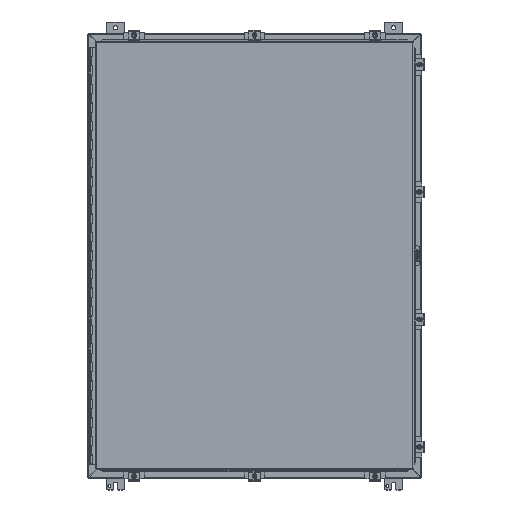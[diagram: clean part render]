
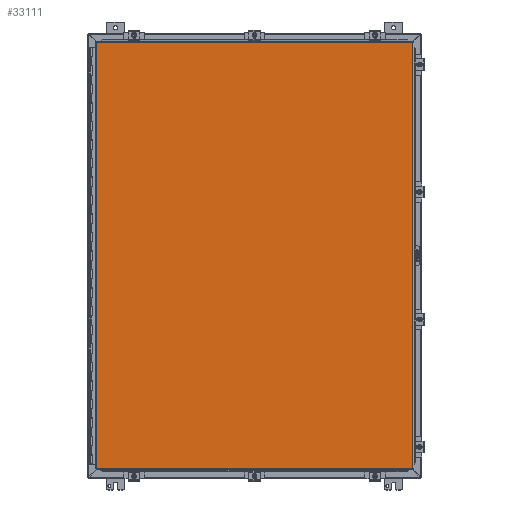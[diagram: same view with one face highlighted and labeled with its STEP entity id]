
A CAD part, top view. The second image highlights one B-rep face of the part: STEP entity #33111.
In plain terms, the highlighted face is planar.
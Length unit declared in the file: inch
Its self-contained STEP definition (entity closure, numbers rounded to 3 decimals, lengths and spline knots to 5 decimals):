
#681 = CARTESIAN_POINT ( 'NONE',  ( 17.08225, 22.9885, 0. ) ) ;
#1819 = EDGE_CURVE ( 'NONE', #13173, #33638, #21372, .T. ) ;
#4157 = CARTESIAN_POINT ( 'NONE',  ( 17.08225, -22.9885, 0. ) ) ;
#6959 = EDGE_CURVE ( 'NONE', #30321, #16824, #29839, .T. ) ;
#8310 = EDGE_CURVE ( 'NONE', #33638, #30321, #26582, .T. ) ;
#9783 = ORIENTED_EDGE ( 'NONE', *, *, #6959, .T. ) ;
#10157 = AXIS2_PLACEMENT_3D ( 'NONE', #18916, #18854, #18803 ) ;
#11602 = ORIENTED_EDGE ( 'NONE', *, *, #29762, .T. ) ;
#11964 = ORIENTED_EDGE ( 'NONE', *, *, #1819, .T. ) ;
#13154 = FACE_OUTER_BOUND ( 'NONE', #39259, .T. ) ;
#13173 = VERTEX_POINT ( 'NONE', #681 ) ;
#14990 = ORIENTED_EDGE ( 'NONE', *, *, #8310, .T. ) ;
#16140 = VECTOR ( 'NONE', #37266, 39.37008 ) ;
#16824 = VERTEX_POINT ( 'NONE', #33823 ) ;
#17551 = LINE ( 'NONE', #49222, #47660 ) ;
#18803 = DIRECTION ( 'NONE',  ( 1., 0., 0. ) ) ;
#18854 = DIRECTION ( 'NONE',  ( 0., 0., 1. ) ) ;
#18916 = CARTESIAN_POINT ( 'NONE',  ( 0., 0., 0. ) ) ;
#19327 = PLANE ( 'NONE',  #10157 ) ;
#20603 = VECTOR ( 'NONE', #47088, 39.37008 ) ;
#21372 = LINE ( 'NONE', #47384, #20603 ) ;
#26582 = LINE ( 'NONE', #39724, #16140 ) ;
#29762 = EDGE_CURVE ( 'NONE', #16824, #13173, #17551, .T. ) ;
#29839 = LINE ( 'NONE', #31591, #50793 ) ;
#30321 = VERTEX_POINT ( 'NONE', #33697 ) ;
#31591 = CARTESIAN_POINT ( 'NONE',  ( -17.08225, -22.9885, 0. ) ) ;
#33111 = ADVANCED_FACE ( 'NONE', ( #13154 ), #19327, .F. ) ;
#33638 = VERTEX_POINT ( 'NONE', #4157 ) ;
#33697 = CARTESIAN_POINT ( 'NONE',  ( -17.08225, -22.9885, 0. ) ) ;
#33823 = CARTESIAN_POINT ( 'NONE',  ( -17.08225, 22.9885, 0. ) ) ;
#36624 = DIRECTION ( 'NONE',  ( 0., 1., 0. ) ) ;
#37266 = DIRECTION ( 'NONE',  ( -1., 0., 0. ) ) ;
#39259 = EDGE_LOOP ( 'NONE', ( #9783, #11602, #11964, #14990 ) ) ;
#39724 = CARTESIAN_POINT ( 'NONE',  ( 17.08225, -22.9885, 0. ) ) ;
#47088 = DIRECTION ( 'NONE',  ( 0., -1., 0. ) ) ;
#47384 = CARTESIAN_POINT ( 'NONE',  ( 17.08225, 22.9885, 0. ) ) ;
#47660 = VECTOR ( 'NONE', #49212, 39.37008 ) ;
#49212 = DIRECTION ( 'NONE',  ( 1., 0., 0. ) ) ;
#49222 = CARTESIAN_POINT ( 'NONE',  ( -17.08225, 22.9885, 0. ) ) ;
#50793 = VECTOR ( 'NONE', #36624, 39.37008 ) ;
